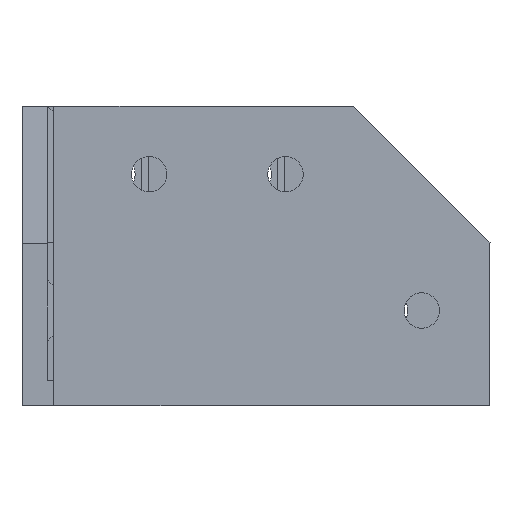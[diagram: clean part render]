
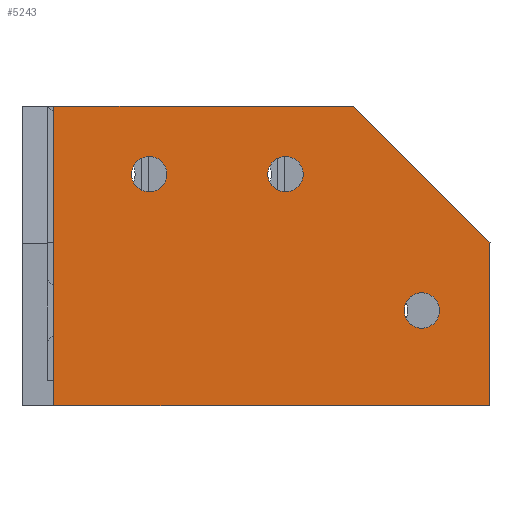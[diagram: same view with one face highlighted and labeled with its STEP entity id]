
A CAD part, front view. The second image highlights one B-rep face of the part: STEP entity #5243.
In plain terms, the highlighted planar face has unit normal (0, -1, 0).
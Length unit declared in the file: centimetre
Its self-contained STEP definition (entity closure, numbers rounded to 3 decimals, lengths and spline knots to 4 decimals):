
#217=LINE($,#7675,#836);
#230=LINE($,#7707,#849);
#331=LINE($,#7913,#950);
#332=LINE($,#7916,#951);
#333=LINE($,#7917,#952);
#836=VECTOR($,#6237,4.4);
#849=VECTOR($,#6270,2.8284);
#950=VECTOR($,#6469,4.4);
#951=VECTOR($,#6472,6.3941);
#952=VECTOR($,#6473,2.4001);
#1377=PLANE($,#5585);
#1577=FACE_BOUND($,#2129,.T.);
#1578=FACE_BOUND($,#2130,.T.);
#1579=FACE_BOUND($,#2131,.T.);
#1580=FACE_BOUND($,#2132,.T.);
#2129=EDGE_LOOP($,(#4291));
#2130=EDGE_LOOP($,(#4292));
#2131=EDGE_LOOP($,(#4293,#4294,#4295,#4296,#4297));
#2132=EDGE_LOOP($,(#4298));
#2395=CIRCLE($,#5524,0.26);
#2396=CIRCLE($,#5527,0.26);
#2397=CIRCLE($,#5529,0.26);
#2625=VERTEX_POINT($,#7669);
#2626=VERTEX_POINT($,#7672);
#2627=VERTEX_POINT($,#7674);
#2629=VERTEX_POINT($,#7680);
#2630=VERTEX_POINT($,#7683);
#2636=VERTEX_POINT($,#7706);
#2692=VERTEX_POINT($,#7911);
#2693=VERTEX_POINT($,#7915);
#3166=EDGE_CURVE($,#2625,#2625,#2395,.T.);
#3168=EDGE_CURVE($,#2626,#2627,#217,.T.);
#3171=EDGE_CURVE($,#2629,#2629,#2396,.T.);
#3172=EDGE_CURVE($,#2630,#2630,#2397,.T.);
#3183=EDGE_CURVE($,#2627,#2636,#230,.T.);
#3287=EDGE_CURVE($,#2692,#2626,#331,.T.);
#3288=EDGE_CURVE($,#2693,#2692,#332,.F.);
#3289=EDGE_CURVE($,#2693,#2636,#333,.F.);
#4291=ORIENTED_EDGE($,*,*,#3172,.F.);
#4292=ORIENTED_EDGE($,*,*,#3171,.F.);
#4293=ORIENTED_EDGE($,*,*,#3183,.F.);
#4294=ORIENTED_EDGE($,*,*,#3168,.F.);
#4295=ORIENTED_EDGE($,*,*,#3287,.F.);
#4296=ORIENTED_EDGE($,*,*,#3288,.F.);
#4297=ORIENTED_EDGE($,*,*,#3289,.T.);
#4298=ORIENTED_EDGE($,*,*,#3166,.F.);
#5243=ADVANCED_FACE($,(#1577,#1578,#1579,#1580),#1377,.T.);
#5524=AXIS2_PLACEMENT_3D($,#7670,#6232,#6233);
#5527=AXIS2_PLACEMENT_3D($,#7681,#6242,#6243);
#5529=AXIS2_PLACEMENT_3D($,#7684,#6246,#6247);
#5585=AXIS2_PLACEMENT_3D($,#7914,#6470,#6471);
#6232=DIRECTION('center_axis',(0.,-1.,0.));
#6233=DIRECTION('ref_axis',(-1.,0.,0.));
#6237=DIRECTION($,(1.,0.,0.));
#6242=DIRECTION('center_axis',(0.,-1.,0.));
#6243=DIRECTION('ref_axis',(0.,0.,-1.));
#6246=DIRECTION('center_axis',(0.,-1.,0.));
#6247=DIRECTION('ref_axis',(-1.,0.,0.));
#6270=DIRECTION($,(0.707,0.,-0.707));
#6469=DIRECTION($,(0.,0.,1.));
#6470=DIRECTION('center_axis',(0.,-1.,0.));
#6471=DIRECTION('ref_axis',(1.,0.,0.));
#6472=DIRECTION($,(1.,0.,0.));
#6473=DIRECTION($,(-0.002,0.,-1.));
#7669=CARTESIAN_POINT('',(-2.2733,-0.7101,3.));
#7670=CARTESIAN_POINT('Origin',(-2.5333,-0.7101,3.));
#7672=CARTESIAN_POINT('',(-3.9333,-0.7101,4.));
#7674=CARTESIAN_POINT('',(0.4667,-0.7101,4.));
#7675=CARTESIAN_POINT($,(-2.3333,-0.7101,4.));
#7680=CARTESIAN_POINT('',(1.4667,-0.7101,1.26));
#7681=CARTESIAN_POINT('Origin',(1.4667,-0.7101,1.));
#7683=CARTESIAN_POINT('',(-0.2733,-0.7101,3.));
#7684=CARTESIAN_POINT('Origin',(-0.5333,-0.7101,3.));
#7706=CARTESIAN_POINT('',(2.4667,-0.7101,2.));
#7707=CARTESIAN_POINT($,(0.8667,-0.7101,3.6));
#7911=CARTESIAN_POINT('',(-3.9333,-0.7101,-0.4));
#7913=CARTESIAN_POINT($,(-3.9333,-0.7101,0.));
#7914=CARTESIAN_POINT('Origin',(-3.9333,-0.7101,0.));
#7915=CARTESIAN_POINT('',(2.4607,-0.7101,-0.4001));
#7916=CARTESIAN_POINT($,(-2.3292,-0.7101,-0.4));
#7917=CARTESIAN_POINT($,(2.4617,-0.7101,-0.0079));
